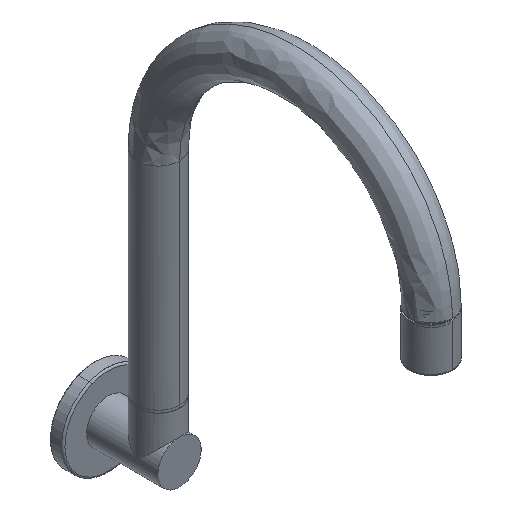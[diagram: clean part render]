
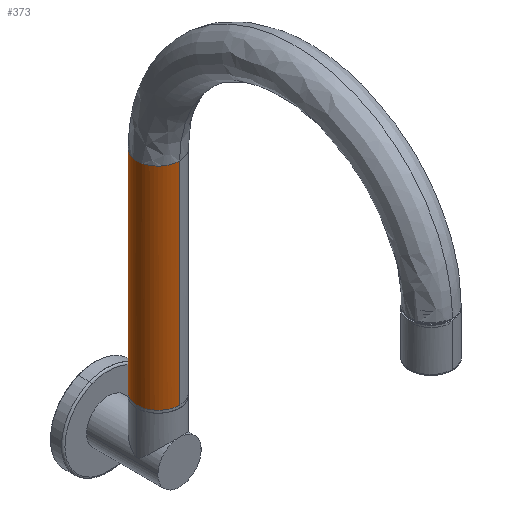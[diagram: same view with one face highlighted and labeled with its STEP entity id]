
A CAD part, isometric view. The second image highlights one B-rep face of the part: STEP entity #373.
In plain terms, the highlighted cylindrical face has radius 12.5 mm (diameter 25 mm), a partial arc.
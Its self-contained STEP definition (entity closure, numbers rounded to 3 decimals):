
#373=ADVANCED_FACE('',(#657),#4410,.T.);
#657=FACE_OUTER_BOUND('',#959,.T.);
#959=EDGE_LOOP('',(#2105,#2106,#2107,#2108,#2109));
#2105=ORIENTED_EDGE('',*,*,#2939,.T.);
#2106=ORIENTED_EDGE('',*,*,#2940,.T.);
#2107=ORIENTED_EDGE('',*,*,#2943,.T.);
#2108=ORIENTED_EDGE('',*,*,#2942,.T.);
#2109=ORIENTED_EDGE('',*,*,#2941,.T.);
#2939=EDGE_CURVE('',#4096,#4097,#3650,.T.);
#2940=EDGE_CURVE('',#4097,#4098,#3291,.T.);
#2941=EDGE_CURVE('',#4100,#4096,#3292,.T.);
#2942=EDGE_CURVE('',#4099,#4100,#3651,.T.);
#2943=EDGE_CURVE('',#4098,#4099,#3652,.T.);
#3291=B_SPLINE_CURVE_WITH_KNOTS('',1,(#18262,#18263),.UNSPECIFIED.,.F.,
 .F.,(2,2),(0.,124.),.UNSPECIFIED.);
#3292=B_SPLINE_CURVE_WITH_KNOTS('',1,(#18264,#18265),.UNSPECIFIED.,.F.,
 .F.,(2,2),(0.,124.),.UNSPECIFIED.);
#3650=(
BOUNDED_CURVE()
B_SPLINE_CURVE(2,(#18257,#18258,#18259,#18260,#18261),.UNSPECIFIED.,.F.,
 .F.)
B_SPLINE_CURVE_WITH_KNOTS((3,2,3),(0.,19.635,39.27),
 .UNSPECIFIED.)
CURVE()
GEOMETRIC_REPRESENTATION_ITEM()
RATIONAL_B_SPLINE_CURVE((1.,0.707,1.,0.707,1.))
REPRESENTATION_ITEM('')
);
#3651=(
BOUNDED_CURVE()
B_SPLINE_CURVE(2,(#18266,#18267,#18268),.UNSPECIFIED.,.F.,.F.)
B_SPLINE_CURVE_WITH_KNOTS((3,3),(-19.635,0.),.UNSPECIFIED.)
CURVE()
GEOMETRIC_REPRESENTATION_ITEM()
RATIONAL_B_SPLINE_CURVE((1.,0.707,1.))
REPRESENTATION_ITEM('')
);
#3652=(
BOUNDED_CURVE()
B_SPLINE_CURVE(2,(#18269,#18270,#18271),.UNSPECIFIED.,.F.,.F.)
B_SPLINE_CURVE_WITH_KNOTS((3,3),(-19.635,0.),.UNSPECIFIED.)
CURVE()
GEOMETRIC_REPRESENTATION_ITEM()
RATIONAL_B_SPLINE_CURVE((1.,0.707,1.))
REPRESENTATION_ITEM('')
);
#4096=VERTEX_POINT('',#17984);
#4097=VERTEX_POINT('',#17985);
#4098=VERTEX_POINT('',#17986);
#4099=VERTEX_POINT('',#17987);
#4100=VERTEX_POINT('',#17988);
#4410=CYLINDRICAL_SURFACE('',#4903,12.5);
#4903=AXIS2_PLACEMENT_3D('',#17273,#5191,$);
#5191=DIRECTION('',(0.,-1.,0.));
#17273=CARTESIAN_POINT('',(0.,63.5,0.));
#17984=CARTESIAN_POINT('',(12.5,125.5,0.));
#17985=CARTESIAN_POINT('',(-12.5,125.5,0.));
#17986=CARTESIAN_POINT('',(-12.5,1.5,0.));
#17987=CARTESIAN_POINT('',(0.,1.5,12.5));
#17988=CARTESIAN_POINT('',(12.5,1.5,0.));
#18257=CARTESIAN_POINT('',(12.5,125.5,0.));
#18258=CARTESIAN_POINT('',(12.5,125.5,12.5));
#18259=CARTESIAN_POINT('',(0.,125.5,12.5));
#18260=CARTESIAN_POINT('',(-12.5,125.5,12.5));
#18261=CARTESIAN_POINT('',(-12.5,125.5,0.));
#18262=CARTESIAN_POINT('',(-12.5,125.5,0.));
#18263=CARTESIAN_POINT('',(-12.5,1.5,0.));
#18264=CARTESIAN_POINT('',(12.5,1.5,0.));
#18265=CARTESIAN_POINT('',(12.5,125.5,0.));
#18266=CARTESIAN_POINT('',(0.,1.5,12.5));
#18267=CARTESIAN_POINT('',(12.5,1.5,12.5));
#18268=CARTESIAN_POINT('',(12.5,1.5,0.));
#18269=CARTESIAN_POINT('',(-12.5,1.5,0.));
#18270=CARTESIAN_POINT('',(-12.5,1.5,12.5));
#18271=CARTESIAN_POINT('',(0.,1.5,12.5));
